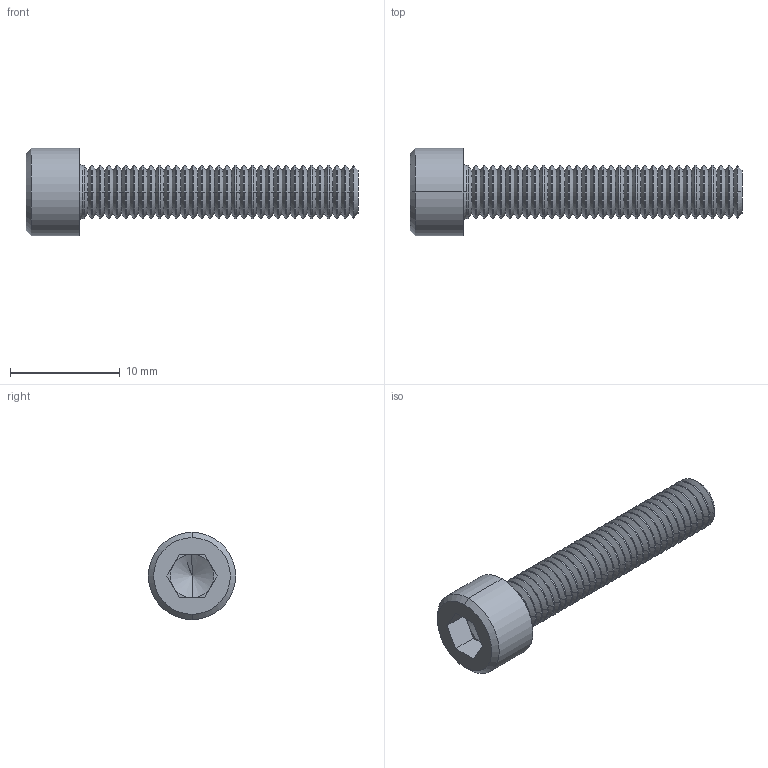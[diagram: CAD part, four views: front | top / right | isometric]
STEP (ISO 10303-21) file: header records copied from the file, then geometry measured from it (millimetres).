
FILE_DESCRIPTION (( 'STEP AP214' ), '1' );
FILE_NAME ('am-1056 10-32 x 1000 SHCS.STEP', '2023-07-26T15:44:41', ( '' ), ( '' ), 'SwSTEP 2.0', 'SolidWorks 2022', '' );
FILE_SCHEMA (( 'AUTOMOTIVE_DESIGN' ));
Length unit declared in the file: inch
Products named in the file (1): am-1056 10-32 x 1000 SHCS
Bounding box: 30.23 x 7.94 x 7.94 mm (x, y, z)
Volume: 592.7 mm3; surface area: 807.2 mm2
Topology: 1 solids, 1 shells, 217 faces, 566 edges, 351 vertices
Faces by surface type: cone 134, cylinder 66, plane 15, torus 2
Entity records: 6856 total; most frequent: DIRECTION 1340, CARTESIAN_POINT 1133, ORIENTED_EDGE 1128, EDGE_CURVE 564, AXIS2_PLACEMENT_3D 558, VERTEX_POINT 351, CIRCLE 340, LINE 224
